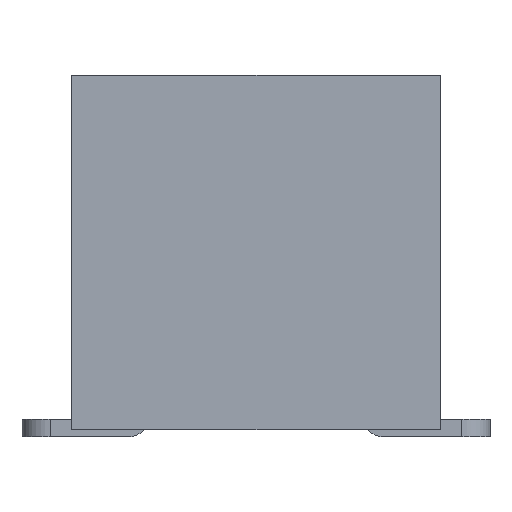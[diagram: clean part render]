
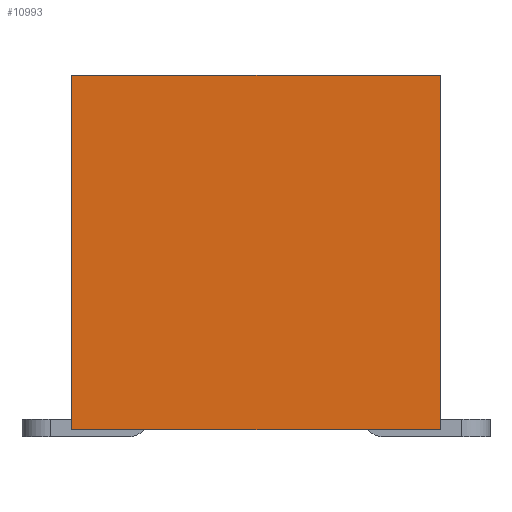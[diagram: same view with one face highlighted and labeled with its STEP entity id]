
A CAD part, left-side view. The second image highlights one B-rep face of the part: STEP entity #10993.
In plain terms, the highlighted planar face has unit normal (-1, 0, 0).
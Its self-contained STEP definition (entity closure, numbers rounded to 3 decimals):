
#671=FACE_OUTER_BOUND('',#1280,.T.);
#1280=EDGE_LOOP('',(#7201,#7202,#7203,#7204));
#2141=LINE('',#15755,#3334);
#2143=LINE('',#15759,#3336);
#2144=LINE('',#15761,#3337);
#2145=LINE('',#15762,#3338);
#3334=VECTOR('',#12755,1.);
#3336=VECTOR('',#12759,1.);
#3337=VECTOR('',#12760,1.);
#3338=VECTOR('',#12761,1.);
#4541=VERTEX_POINT('',#15752);
#4542=VERTEX_POINT('',#15754);
#4543=VERTEX_POINT('',#15758);
#4544=VERTEX_POINT('',#15760);
#5595=EDGE_CURVE('',#4542,#4541,#2141,.T.);
#5597=EDGE_CURVE('',#4541,#4543,#2143,.T.);
#5598=EDGE_CURVE('',#4544,#4543,#2144,.T.);
#5599=EDGE_CURVE('',#4542,#4544,#2145,.T.);
#7201=ORIENTED_EDGE('',*,*,#5597,.T.);
#7202=ORIENTED_EDGE('',*,*,#5598,.F.);
#7203=ORIENTED_EDGE('',*,*,#5599,.F.);
#7204=ORIENTED_EDGE('',*,*,#5595,.T.);
#9973=PLANE('',#11657);
#10993=ADVANCED_FACE('',(#671),#9973,.F.);
#11657=AXIS2_PLACEMENT_3D('',#15757,#12757,#12758);
#12755=DIRECTION('',(0.,0.,-1.));
#12757=DIRECTION('center_axis',(1.,0.,0.));
#12758=DIRECTION('ref_axis',(0.,0.,-1.));
#12759=DIRECTION('',(0.,-1.,0.));
#12760=DIRECTION('',(0.,0.,-1.));
#12761=DIRECTION('',(0.,-1.,0.));
#15752=CARTESIAN_POINT('',(-6.55,2.6,0.1));
#15754=CARTESIAN_POINT('',(-6.55,2.6,5.1));
#15755=CARTESIAN_POINT('',(-6.55,2.6,5.1));
#15757=CARTESIAN_POINT('Origin',(-6.55,2.6,5.1));
#15758=CARTESIAN_POINT('',(-6.55,-2.6,0.1));
#15759=CARTESIAN_POINT('',(-6.55,2.6,0.1));
#15760=CARTESIAN_POINT('',(-6.55,-2.6,5.1));
#15761=CARTESIAN_POINT('',(-6.55,-2.6,5.1));
#15762=CARTESIAN_POINT('',(-6.55,2.6,5.1));
